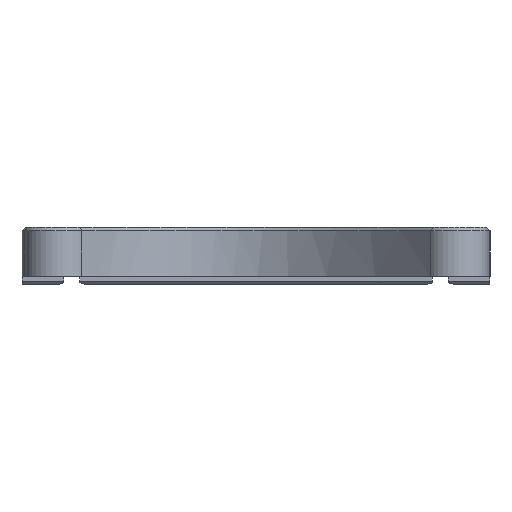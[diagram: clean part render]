
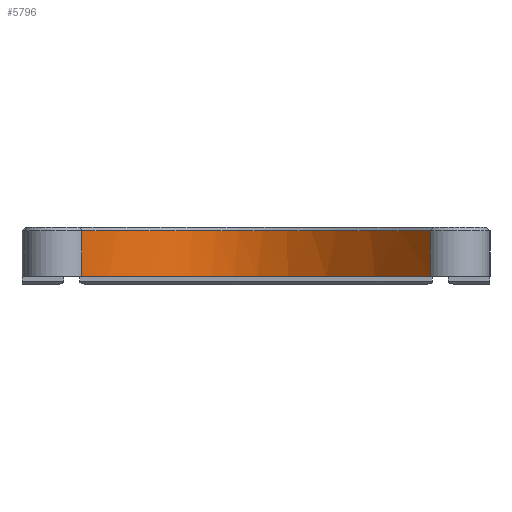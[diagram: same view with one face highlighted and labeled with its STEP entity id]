
A CAD part, front view. The second image highlights one B-rep face of the part: STEP entity #5796.
In plain terms, the highlighted free-form (B-spline) face has degree [2, 1] with [3, 2] control points.
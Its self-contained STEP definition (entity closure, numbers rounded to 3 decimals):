
#22=B_SPLINE_SURFACE_WITH_KNOTS('',2,1,((#9419,#9420),(#9421,#9422),(#9423,
#9424)),.UNSPECIFIED.,.F.,.F.,.F.,(3,3),(2,2),(1.,2.),(0.,0.864),
 .UNSPECIFIED.);
#167=B_SPLINE_CURVE_WITH_KNOTS('',3,(#9320,#9321,#9322,#9323),
 .UNSPECIFIED.,.F.,.F.,(4,4),(-2.,-1.),.UNSPECIFIED.);
#171=B_SPLINE_CURVE_WITH_KNOTS('',2,(#9427,#9428,#9429),.UNSPECIFIED.,.F.,
 .F.,(3,3),(1.,2.),.UNSPECIFIED.);
#408=FACE_OUTER_BOUND('',#782,.T.);
#782=EDGE_LOOP('',(#4021,#4022,#4023,#4024));
#1232=LINE('',#9417,#1863);
#1233=LINE('',#9426,#1864);
#1863=VECTOR('',#6732,10.);
#1864=VECTOR('',#6735,10.);
#2524=VERTEX_POINT('',#9292);
#2525=VERTEX_POINT('',#9319);
#2541=VERTEX_POINT('',#9416);
#2542=VERTEX_POINT('',#9425);
#3061=EDGE_CURVE('',#2524,#2525,#167,.T.);
#3089=EDGE_CURVE('',#2525,#2541,#1232,.T.);
#3091=EDGE_CURVE('',#2524,#2542,#1233,.T.);
#3092=EDGE_CURVE('',#2541,#2542,#171,.T.);
#4021=ORIENTED_EDGE('',*,*,#3061,.F.);
#4022=ORIENTED_EDGE('',*,*,#3091,.T.);
#4023=ORIENTED_EDGE('',*,*,#3092,.F.);
#4024=ORIENTED_EDGE('',*,*,#3089,.F.);
#5796=ADVANCED_FACE('',(#408),#22,.T.);
#6732=DIRECTION('',(0.,0.,-1.));
#6735=DIRECTION('',(0.,0.,-1.));
#9292=CARTESIAN_POINT('',(-32.983,-33.159,3.095));
#9319=CARTESIAN_POINT('',(9.577,-42.201,3.095));
#9320=CARTESIAN_POINT('Ctrl Pts',(-32.983,-33.159,3.095));
#9321=CARTESIAN_POINT('Ctrl Pts',(-20.362,-18.653,3.095));
#9322=CARTESIAN_POINT('Ctrl Pts',(-6.175,-21.667,3.095));
#9323=CARTESIAN_POINT('Ctrl Pts',(9.577,-42.201,3.095));
#9416=CARTESIAN_POINT('',(9.577,-42.201,-2.505));
#9417=CARTESIAN_POINT('',(9.577,-42.201,3.495));
#9419=CARTESIAN_POINT('Ctrl Pts',(9.577,-42.201,3.495));
#9420=CARTESIAN_POINT('Ctrl Pts',(9.577,-42.201,-5.145));
#9421=CARTESIAN_POINT('Ctrl Pts',(-14.051,-11.401,3.495));
#9422=CARTESIAN_POINT('Ctrl Pts',(-14.051,-11.401,-5.145));
#9423=CARTESIAN_POINT('Ctrl Pts',(-32.983,-33.159,3.495));
#9424=CARTESIAN_POINT('Ctrl Pts',(-32.983,-33.159,-5.145));
#9425=CARTESIAN_POINT('',(-32.983,-33.159,-2.505));
#9426=CARTESIAN_POINT('',(-32.983,-33.159,3.495));
#9427=CARTESIAN_POINT('Ctrl Pts',(9.577,-42.201,-2.505));
#9428=CARTESIAN_POINT('Ctrl Pts',(-14.051,-11.401,-2.505));
#9429=CARTESIAN_POINT('Ctrl Pts',(-32.983,-33.159,-2.505));
